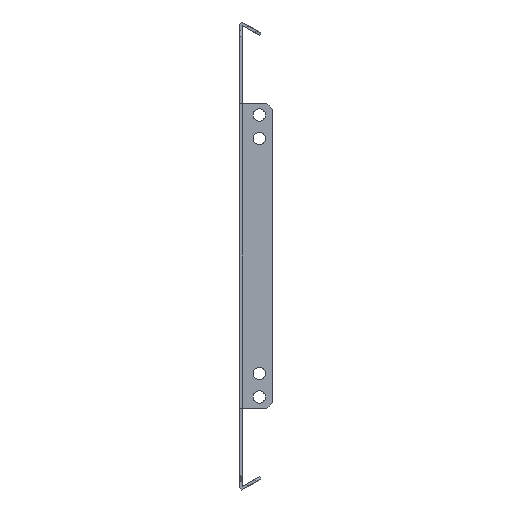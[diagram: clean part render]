
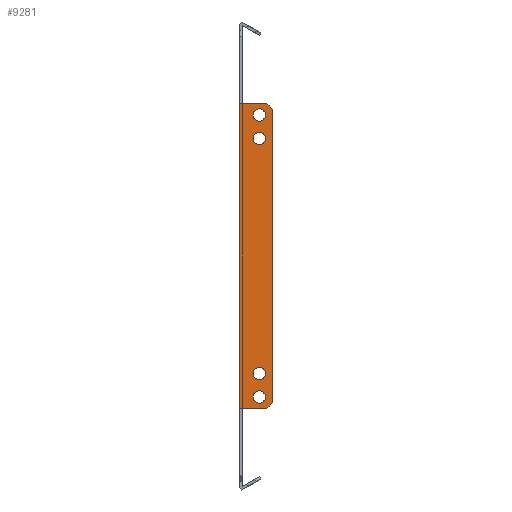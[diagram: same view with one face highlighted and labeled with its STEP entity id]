
A CAD part, front view. The second image highlights one B-rep face of the part: STEP entity #9281.
In plain terms, the highlighted planar face has unit normal (0, -1, 0).
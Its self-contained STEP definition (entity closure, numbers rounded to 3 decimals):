
#27 = DIRECTION ( 'NONE',  ( -1., 0., 0. ) ) ;
#56 = CARTESIAN_POINT ( 'NONE',  ( 10.5, -252.75, -75. ) ) ;
#329 = PLANE ( 'NONE',  #3210 ) ;
#366 = LINE ( 'NONE', #7779, #7880 ) ;
#387 = CARTESIAN_POINT ( 'NONE',  ( 7.25, -252.75, -62.5 ) ) ;
#498 = FACE_OUTER_BOUND ( 'NONE', #10015, .T. ) ;
#847 = DIRECTION ( 'NONE',  ( -0.707, 0., 0.707 ) ) ;
#875 = CARTESIAN_POINT ( 'NONE',  ( 13.75, -252.75, 75. ) ) ;
#1041 = LINE ( 'NONE', #2627, #5136 ) ;
#1090 = CARTESIAN_POINT ( 'NONE',  ( 10.5, -252.75, 75. ) ) ;
#1222 = CIRCLE ( 'NONE', #7390, 3.25 ) ;
#1246 = VECTOR ( 'NONE', #3000, 1000. ) ;
#1260 = CARTESIAN_POINT ( 'NONE',  ( 14.5, -252.75, 81. ) ) ;
#1274 = VERTEX_POINT ( 'NONE', #4618 ) ;
#1711 = LINE ( 'NONE', #5060, #5325 ) ;
#1712 = VERTEX_POINT ( 'NONE', #2214 ) ;
#1893 = CARTESIAN_POINT ( 'NONE',  ( 7.25, -252.75, 75. ) ) ;
#1894 = EDGE_CURVE ( 'NONE', #9118, #8317, #2972, .T. ) ;
#2001 = FACE_BOUND ( 'NONE', #10894, .T. ) ;
#2048 = DIRECTION ( 'NONE',  ( 0., -1., 0. ) ) ;
#2079 = EDGE_CURVE ( 'NONE', #1274, #7543, #1041, .T. ) ;
#2152 = DIRECTION ( 'NONE',  ( 1., 0., 0. ) ) ;
#2214 = CARTESIAN_POINT ( 'NONE',  ( 13.75, -252.75, 62.5 ) ) ;
#2217 = CIRCLE ( 'NONE', #9622, 3.25 ) ;
#2281 = ORIENTED_EDGE ( 'NONE', *, *, #1894, .T. ) ;
#2501 = LINE ( 'NONE', #5878, #7230 ) ;
#2523 = DIRECTION ( 'NONE',  ( -1., 0., 0. ) ) ;
#2558 = AXIS2_PLACEMENT_3D ( 'NONE', #3227, #7442, #4998 ) ;
#2601 = CARTESIAN_POINT ( 'NONE',  ( 10.5, -252.75, 75. ) ) ;
#2627 = CARTESIAN_POINT ( 'NONE',  ( 2.5, -252.75, 81. ) ) ;
#2636 = ORIENTED_EDGE ( 'NONE', *, *, #8423, .F. ) ;
#2762 = CARTESIAN_POINT ( 'NONE',  ( 10.5, -252.75, -75. ) ) ;
#2972 = LINE ( 'NONE', #6358, #4939 ) ;
#3000 = DIRECTION ( 'NONE',  ( -1., 0., 0. ) ) ;
#3092 = AXIS2_PLACEMENT_3D ( 'NONE', #2762, #2048, #3684 ) ;
#3210 = AXIS2_PLACEMENT_3D ( 'NONE', #6420, #9610, #3859 ) ;
#3227 = CARTESIAN_POINT ( 'NONE',  ( 10.5, -252.75, -62.5 ) ) ;
#3268 = CARTESIAN_POINT ( 'NONE',  ( 7.25, -252.75, 62.5 ) ) ;
#3400 = DIRECTION ( 'NONE',  ( 0., -1., 0. ) ) ;
#3412 = DIRECTION ( 'NONE',  ( -1., 0., 0. ) ) ;
#3421 = DIRECTION ( 'NONE',  ( 0., -1., 0. ) ) ;
#3451 = ORIENTED_EDGE ( 'NONE', *, *, #4573, .T. ) ;
#3553 = EDGE_CURVE ( 'NONE', #6374, #6752, #1222, .T. ) ;
#3603 = DIRECTION ( 'NONE',  ( -1., 0., 0. ) ) ;
#3633 = DIRECTION ( 'NONE',  ( -1., 0., 0. ) ) ;
#3684 = DIRECTION ( 'NONE',  ( -1., 0., 0. ) ) ;
#3730 = DIRECTION ( 'NONE',  ( 0.707, 0., 0.707 ) ) ;
#3746 = VERTEX_POINT ( 'NONE', #3268 ) ;
#3777 = ORIENTED_EDGE ( 'NONE', *, *, #5259, .F. ) ;
#3820 = EDGE_CURVE ( 'NONE', #9903, #10138, #2501, .T. ) ;
#3859 = DIRECTION ( 'NONE',  ( -1., 0., 0. ) ) ;
#3865 = ORIENTED_EDGE ( 'NONE', *, *, #3553, .F. ) ;
#4057 = CARTESIAN_POINT ( 'NONE',  ( 0., -252.75, -81. ) ) ;
#4098 = ORIENTED_EDGE ( 'NONE', *, *, #6547, .F. ) ;
#4235 = CIRCLE ( 'NONE', #7776, 3.25 ) ;
#4447 = DIRECTION ( 'NONE',  ( 0., -1., 0. ) ) ;
#4573 = EDGE_CURVE ( 'NONE', #10138, #1274, #6380, .T. ) ;
#4618 = CARTESIAN_POINT ( 'NONE',  ( 2.5, -252.75, 81. ) ) ;
#4622 = VERTEX_POINT ( 'NONE', #9741 ) ;
#4649 = FACE_BOUND ( 'NONE', #5720, .T. ) ;
#4665 = CIRCLE ( 'NONE', #4833, 3.25 ) ;
#4669 = DIRECTION ( 'NONE',  ( 0., 0., 1. ) ) ;
#4833 = AXIS2_PLACEMENT_3D ( 'NONE', #2601, #10126, #9339 ) ;
#4890 = CARTESIAN_POINT ( 'NONE',  ( 17.5, -252.75, 78. ) ) ;
#4939 = VECTOR ( 'NONE', #2152, 1000. ) ;
#4998 = DIRECTION ( 'NONE',  ( -1., 0., 0. ) ) ;
#5060 = CARTESIAN_POINT ( 'NONE',  ( 0., -252.75, -81. ) ) ;
#5089 = ORIENTED_EDGE ( 'NONE', *, *, #5554, .F. ) ;
#5136 = VECTOR ( 'NONE', #10430, 1000. ) ;
#5156 = EDGE_LOOP ( 'NONE', ( #5089, #3777 ) ) ;
#5190 = VECTOR ( 'NONE', #4669, 1000. ) ;
#5219 = CIRCLE ( 'NONE', #3092, 3.25 ) ;
#5259 = EDGE_CURVE ( 'NONE', #1712, #3746, #6530, .T. ) ;
#5325 = VECTOR ( 'NONE', #27, 1000. ) ;
#5333 = ORIENTED_EDGE ( 'NONE', *, *, #6467, .T. ) ;
#5414 = DIRECTION ( 'NONE',  ( 0., -1., 0. ) ) ;
#5424 = VERTEX_POINT ( 'NONE', #8612 ) ;
#5502 = CARTESIAN_POINT ( 'NONE',  ( 17.5, -252.75, 0. ) ) ;
#5554 = EDGE_CURVE ( 'NONE', #3746, #1712, #4235, .T. ) ;
#5688 = CARTESIAN_POINT ( 'NONE',  ( 17.5, -252.75, -78. ) ) ;
#5720 = EDGE_LOOP ( 'NONE', ( #3865, #8235 ) ) ;
#5803 = ORIENTED_EDGE ( 'NONE', *, *, #2079, .T. ) ;
#5878 = CARTESIAN_POINT ( 'NONE',  ( 14.5, -252.75, 81. ) ) ;
#5994 = EDGE_CURVE ( 'NONE', #4622, #9286, #10146, .T. ) ;
#6178 = ORIENTED_EDGE ( 'NONE', *, *, #7486, .T. ) ;
#6254 = CARTESIAN_POINT ( 'NONE',  ( 10.5, -252.75, -62.5 ) ) ;
#6260 = FACE_BOUND ( 'NONE', #5156, .T. ) ;
#6358 = CARTESIAN_POINT ( 'NONE',  ( 0., -252.75, -81. ) ) ;
#6366 = DIRECTION ( 'NONE',  ( -1., 0., 0. ) ) ;
#6374 = VERTEX_POINT ( 'NONE', #1893 ) ;
#6380 = LINE ( 'NONE', #8086, #1246 ) ;
#6420 = CARTESIAN_POINT ( 'NONE',  ( 0., -252.75, 0. ) ) ;
#6460 = EDGE_CURVE ( 'NONE', #9286, #4622, #2217, .T. ) ;
#6467 = EDGE_CURVE ( 'NONE', #7543, #9908, #7029, .T. ) ;
#6530 = CIRCLE ( 'NONE', #9867, 3.25 ) ;
#6547 = EDGE_CURVE ( 'NONE', #8375, #5424, #5219, .T. ) ;
#6752 = VERTEX_POINT ( 'NONE', #875 ) ;
#6837 = EDGE_LOOP ( 'NONE', ( #8410, #10478 ) ) ;
#6931 = EDGE_CURVE ( 'NONE', #8317, #10508, #366, .T. ) ;
#6943 = CIRCLE ( 'NONE', #9573, 3.25 ) ;
#7029 = LINE ( 'NONE', #10386, #9806 ) ;
#7092 = FACE_BOUND ( 'NONE', #6837, .T. ) ;
#7230 = VECTOR ( 'NONE', #847, 1000. ) ;
#7390 = AXIS2_PLACEMENT_3D ( 'NONE', #1090, #4447, #3603 ) ;
#7442 = DIRECTION ( 'NONE',  ( 0., -1., 0. ) ) ;
#7451 = CARTESIAN_POINT ( 'NONE',  ( 14.5, -252.75, -81. ) ) ;
#7486 = EDGE_CURVE ( 'NONE', #10508, #9903, #9688, .T. ) ;
#7543 = VERTEX_POINT ( 'NONE', #9283 ) ;
#7549 = EDGE_CURVE ( 'NONE', #6752, #6374, #4665, .T. ) ;
#7776 = AXIS2_PLACEMENT_3D ( 'NONE', #10097, #3400, #2523 ) ;
#7779 = CARTESIAN_POINT ( 'NONE',  ( 17.5, -252.75, -78. ) ) ;
#7880 = VECTOR ( 'NONE', #3730, 1000. ) ;
#8086 = CARTESIAN_POINT ( 'NONE',  ( 0., -252.75, 81. ) ) ;
#8235 = ORIENTED_EDGE ( 'NONE', *, *, #7549, .F. ) ;
#8317 = VERTEX_POINT ( 'NONE', #7451 ) ;
#8375 = VERTEX_POINT ( 'NONE', #10031 ) ;
#8398 = DIRECTION ( 'NONE',  ( 0., -1., 0. ) ) ;
#8410 = ORIENTED_EDGE ( 'NONE', *, *, #6460, .F. ) ;
#8423 = EDGE_CURVE ( 'NONE', #9118, #9908, #1711, .T. ) ;
#8612 = CARTESIAN_POINT ( 'NONE',  ( 7.25, -252.75, -75. ) ) ;
#8768 = ORIENTED_EDGE ( 'NONE', *, *, #3820, .T. ) ;
#9118 = VERTEX_POINT ( 'NONE', #9448 ) ;
#9163 = EDGE_CURVE ( 'NONE', #5424, #8375, #6943, .T. ) ;
#9281 = ADVANCED_FACE ( 'NONE', ( #7092, #2001, #6260, #4649, #498 ), #329, .F. ) ;
#9283 = CARTESIAN_POINT ( 'NONE',  ( 0., -252.75, 81. ) ) ;
#9286 = VERTEX_POINT ( 'NONE', #387 ) ;
#9339 = DIRECTION ( 'NONE',  ( -1., 0., 0. ) ) ;
#9448 = CARTESIAN_POINT ( 'NONE',  ( 2.5, -252.75, -81. ) ) ;
#9573 = AXIS2_PLACEMENT_3D ( 'NONE', #56, #3421, #6366 ) ;
#9587 = ORIENTED_EDGE ( 'NONE', *, *, #6931, .T. ) ;
#9610 = DIRECTION ( 'NONE',  ( 0., 1., 0. ) ) ;
#9622 = AXIS2_PLACEMENT_3D ( 'NONE', #6254, #5414, #3633 ) ;
#9688 = LINE ( 'NONE', #5502, #5190 ) ;
#9741 = CARTESIAN_POINT ( 'NONE',  ( 13.75, -252.75, -62.5 ) ) ;
#9806 = VECTOR ( 'NONE', #10554, 1000. ) ;
#9867 = AXIS2_PLACEMENT_3D ( 'NONE', #10054, #8398, #3412 ) ;
#9903 = VERTEX_POINT ( 'NONE', #4890 ) ;
#9908 = VERTEX_POINT ( 'NONE', #4057 ) ;
#10015 = EDGE_LOOP ( 'NONE', ( #6178, #8768, #3451, #5803, #5333, #2636, #2281, #9587 ) ) ;
#10031 = CARTESIAN_POINT ( 'NONE',  ( 13.75, -252.75, -75. ) ) ;
#10054 = CARTESIAN_POINT ( 'NONE',  ( 10.5, -252.75, 62.5 ) ) ;
#10097 = CARTESIAN_POINT ( 'NONE',  ( 10.5, -252.75, 62.5 ) ) ;
#10126 = DIRECTION ( 'NONE',  ( 0., -1., 0. ) ) ;
#10138 = VERTEX_POINT ( 'NONE', #1260 ) ;
#10146 = CIRCLE ( 'NONE', #2558, 3.25 ) ;
#10386 = CARTESIAN_POINT ( 'NONE',  ( 0., -252.75, 0. ) ) ;
#10430 = DIRECTION ( 'NONE',  ( -1., 0., 0. ) ) ;
#10478 = ORIENTED_EDGE ( 'NONE', *, *, #5994, .F. ) ;
#10508 = VERTEX_POINT ( 'NONE', #5688 ) ;
#10554 = DIRECTION ( 'NONE',  ( 0., 0., -1. ) ) ;
#10645 = ORIENTED_EDGE ( 'NONE', *, *, #9163, .F. ) ;
#10894 = EDGE_LOOP ( 'NONE', ( #10645, #4098 ) ) ;
